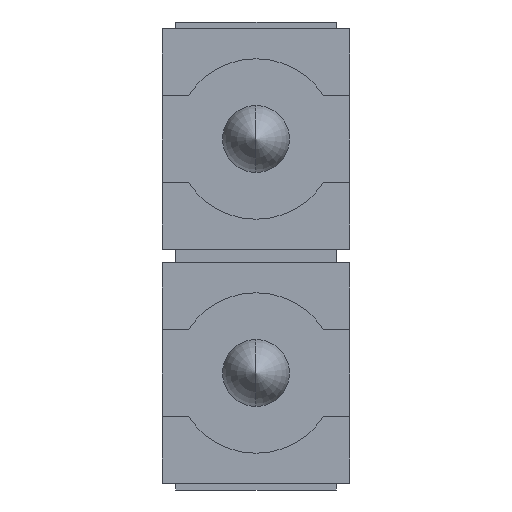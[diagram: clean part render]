
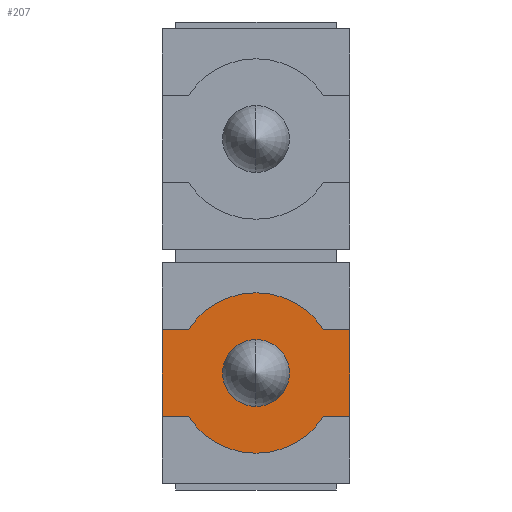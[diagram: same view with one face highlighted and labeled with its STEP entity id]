
A CAD part, front view. The second image highlights one B-rep face of the part: STEP entity #207.
In plain terms, the highlighted planar face has unit normal (0, -1, 0).
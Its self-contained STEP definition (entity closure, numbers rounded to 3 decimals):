
#207=ADVANCED_FACE('',(#445,#446),#447,.F.);
#445=FACE_OUTER_BOUND('',#707,.T.);
#446=FACE_BOUND('',#708,.T.);
#447=PLANE('',#709);
#707=EDGE_LOOP('',(#1270,#1271,#1272,#1273,#1274,#1275,#1276,#1277,#1278,#1279));
#708=EDGE_LOOP('',(#1280,#1281));
#709=AXIS2_PLACEMENT_3D('',#1282,#1283,#1284);
#1270=ORIENTED_EDGE('',*,*,#1784,.T.);
#1271=ORIENTED_EDGE('',*,*,#1785,.F.);
#1272=ORIENTED_EDGE('',*,*,#1781,.F.);
#1273=ORIENTED_EDGE('',*,*,#1786,.F.);
#1274=ORIENTED_EDGE('',*,*,#1777,.F.);
#1275=ORIENTED_EDGE('',*,*,#1787,.T.);
#1276=ORIENTED_EDGE('',*,*,#1788,.F.);
#1277=ORIENTED_EDGE('',*,*,#1789,.F.);
#1278=ORIENTED_EDGE('',*,*,#1790,.F.);
#1279=ORIENTED_EDGE('',*,*,#1791,.F.);
#1280=ORIENTED_EDGE('',*,*,#1792,.T.);
#1281=ORIENTED_EDGE('',*,*,#1704,.T.);
#1282=CARTESIAN_POINT('',(57.501,50.517,168.297));
#1283=DIRECTION('',(0.0,1.0,0.0));
#1284=DIRECTION('',(0.0,0.0,-1.0));
#1704=EDGE_CURVE('',#2081,#2079,#2082,.T.);
#1777=EDGE_CURVE('',#2191,#2193,#2194,.T.);
#1781=EDGE_CURVE('',#2197,#2199,#2200,.T.);
#1784=EDGE_CURVE('',#2203,#2204,#2205,.T.);
#1785=EDGE_CURVE('',#2199,#2204,#2206,.T.);
#1786=EDGE_CURVE('',#2193,#2197,#2207,.T.);
#1787=EDGE_CURVE('',#2191,#2208,#2209,.T.);
#1788=EDGE_CURVE('',#2210,#2208,#2211,.T.);
#1789=EDGE_CURVE('',#2212,#2210,#2213,.T.);
#1790=EDGE_CURVE('',#2214,#2212,#2215,.T.);
#1791=EDGE_CURVE('',#2203,#2214,#2216,.T.);
#1792=EDGE_CURVE('',#2079,#2081,#2217,.T.);
#2079=VERTEX_POINT('',#2603);
#2081=VERTEX_POINT('',#2606);
#2082=CIRCLE('',#2607,0.5);
#2191=VERTEX_POINT('',#2755);
#2193=VERTEX_POINT('',#2758);
#2194=LINE('',#2759,#2760);
#2197=VERTEX_POINT('',#2764);
#2199=VERTEX_POINT('',#2767);
#2200=CIRCLE('',#2768,1.2);
#2203=VERTEX_POINT('',#2772);
#2204=VERTEX_POINT('',#2773);
#2205=LINE('',#2774,#2775);
#2206=LINE('',#2776,#2777);
#2207=CIRCLE('',#2778,1.2);
#2208=VERTEX_POINT('',#2779);
#2209=LINE('',#2780,#2781);
#2210=VERTEX_POINT('',#2782);
#2211=LINE('',#2783,#2784);
#2212=VERTEX_POINT('',#2785);
#2213=CIRCLE('',#2786,1.2);
#2214=VERTEX_POINT('',#2787);
#2215=CIRCLE('',#2788,1.2);
#2216=LINE('',#2789,#2790);
#2217=CIRCLE('',#2791,0.5);
#2603=CARTESIAN_POINT('',(65.039,50.517,148.65));
#2606=CARTESIAN_POINT('',(65.039,50.517,147.65));
#2607=AXIS2_PLACEMENT_3D('',#3052,#3053,#3054);
#2755=CARTESIAN_POINT('',(66.439,50.517,147.5));
#2758=CARTESIAN_POINT('',(66.048,50.517,147.5));
#2759=CARTESIAN_POINT('',(66.439,50.517,147.5));
#2760=VECTOR('',#3137,1.0);
#2764=CARTESIAN_POINT('',(65.039,50.517,146.95));
#2767=CARTESIAN_POINT('',(64.031,50.517,147.5));
#2768=AXIS2_PLACEMENT_3D('',#3140,#3141,#3142);
#2772=CARTESIAN_POINT('',(63.639,50.517,148.8));
#2773=CARTESIAN_POINT('',(63.639,50.517,147.5));
#2774=CARTESIAN_POINT('',(63.639,50.517,168.297));
#2775=VECTOR('',#3144,1.0);
#2776=CARTESIAN_POINT('',(64.031,50.517,147.5));
#2777=VECTOR('',#3145,1.0);
#2778=AXIS2_PLACEMENT_3D('',#3146,#3147,#3148);
#2779=CARTESIAN_POINT('',(66.439,50.517,148.8));
#2780=CARTESIAN_POINT('',(66.439,50.517,168.297));
#2781=VECTOR('',#3149,1.0);
#2782=CARTESIAN_POINT('',(66.048,50.517,148.8));
#2783=CARTESIAN_POINT('',(66.048,50.517,148.8));
#2784=VECTOR('',#3150,1.0);
#2785=CARTESIAN_POINT('',(65.039,50.517,149.35));
#2786=AXIS2_PLACEMENT_3D('',#3151,#3152,#3153);
#2787=CARTESIAN_POINT('',(64.031,50.517,148.8));
#2788=AXIS2_PLACEMENT_3D('',#3154,#3155,#3156);
#2789=CARTESIAN_POINT('',(63.639,50.517,148.8));
#2790=VECTOR('',#3157,1.0);
#2791=AXIS2_PLACEMENT_3D('',#3158,#3159,#3160);
#3052=CARTESIAN_POINT('',(65.039,50.517,148.15));
#3053=DIRECTION('',(0.0,1.0,0.0));
#3054=DIRECTION('',(0.0,0.0,-1.0));
#3137=DIRECTION('',(-1.0,0.0,0.0));
#3140=CARTESIAN_POINT('',(65.039,50.517,148.15));
#3141=DIRECTION('',(0.0,1.0,0.0));
#3142=DIRECTION('',(0.0,0.0,1.0));
#3144=DIRECTION('',(0.0,0.0,-1.0));
#3145=DIRECTION('',(-1.0,0.0,0.0));
#3146=CARTESIAN_POINT('',(65.039,50.517,148.15));
#3147=DIRECTION('',(0.0,1.0,0.0));
#3148=DIRECTION('',(0.0,0.0,1.0));
#3149=DIRECTION('',(0.0,0.0,1.0));
#3150=DIRECTION('',(1.0,0.0,0.0));
#3151=CARTESIAN_POINT('',(65.039,50.517,148.15));
#3152=DIRECTION('',(0.0,1.0,0.0));
#3153=DIRECTION('',(0.0,0.0,1.0));
#3154=CARTESIAN_POINT('',(65.039,50.517,148.15));
#3155=DIRECTION('',(0.0,1.0,0.0));
#3156=DIRECTION('',(0.0,0.0,1.0));
#3157=DIRECTION('',(1.0,0.0,0.0));
#3158=CARTESIAN_POINT('',(65.039,50.517,148.15));
#3159=DIRECTION('',(0.0,1.0,0.0));
#3160=DIRECTION('',(0.0,0.0,-1.0));
